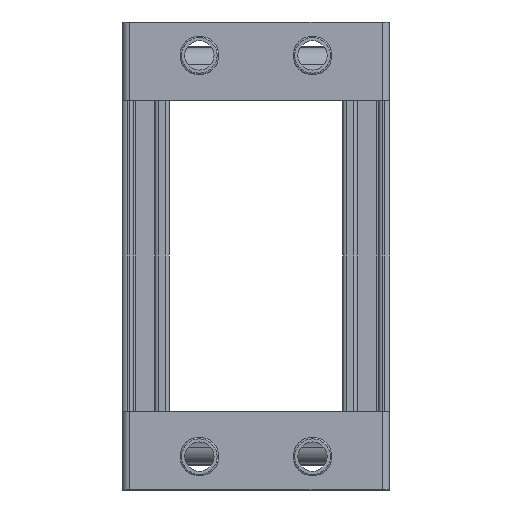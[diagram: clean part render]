
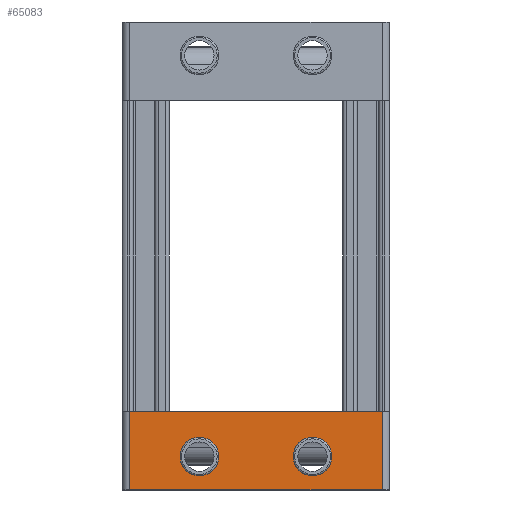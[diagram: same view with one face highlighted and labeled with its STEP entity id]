
A CAD part, left-side view. The second image highlights one B-rep face of the part: STEP entity #65083.
In plain terms, the highlighted planar face has unit normal (-1, 0, 0).
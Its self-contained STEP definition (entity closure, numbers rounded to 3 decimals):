
#520 = VERTEX_POINT ( 'NONE', #118250 ) ;
#3569 = DIRECTION ( 'NONE',  ( 1., 0., 0. ) ) ;
#4884 = CARTESIAN_POINT ( 'NONE',  ( -162.222, 71.389, -47.366 ) ) ;
#5027 = CARTESIAN_POINT ( 'NONE',  ( -162.222, 120.424, -42.366 ) ) ;
#6000 = VERTEX_POINT ( 'NONE', #44545 ) ;
#6679 = EDGE_CURVE ( 'NONE', #12955, #108941, #169378, .T. ) ;
#6693 = AXIS2_PLACEMENT_3D ( 'NONE', #178587, #120171, #49063 ) ;
#12955 = VERTEX_POINT ( 'NONE', #100723 ) ;
#17858 = ORIENTED_EDGE ( 'NONE', *, *, #108527, .F. ) ;
#18464 = FACE_BOUND ( 'NONE', #167946, .T. ) ;
#20448 = EDGE_CURVE ( 'NONE', #66883, #132336, #75361, .T. ) ;
#21519 = AXIS2_PLACEMENT_3D ( 'NONE', #136306, #122455, #121837 ) ;
#21941 = DIRECTION ( 'NONE',  ( 0., 0., 1. ) ) ;
#22379 = EDGE_CURVE ( 'NONE', #6000, #520, #142529, .T. ) ;
#23579 = CARTESIAN_POINT ( 'NONE',  ( -162.222, 95.914, -32.166 ) ) ;
#25232 = CARTESIAN_POINT ( 'NONE',  ( -162.222, 71.389, -130.327 ) ) ;
#30409 = EDGE_CURVE ( 'NONE', #132336, #66883, #79673, .T. ) ;
#33424 = EDGE_CURVE ( 'NONE', #108941, #12955, #103423, .T. ) ;
#36706 = ORIENTED_EDGE ( 'NONE', *, *, #20448, .T. ) ;
#38792 = CARTESIAN_POINT ( 'NONE',  ( -162.222, 84.907, -40.866 ) ) ;
#40603 = AXIS2_PLACEMENT_3D ( 'NONE', #38792, #79680, #138800 ) ;
#44545 = CARTESIAN_POINT ( 'NONE',  ( -162.222, 120.424, -47.366 ) ) ;
#46236 = ORIENTED_EDGE ( 'NONE', *, *, #6679, .T. ) ;
#49063 = DIRECTION ( 'NONE',  ( 0., 0., 1. ) ) ;
#53291 = EDGE_CURVE ( 'NONE', #6000, #97546, #116760, .T. ) ;
#56176 = CARTESIAN_POINT ( 'NONE',  ( -162.222, 121.924, -47.366 ) ) ;
#65083 = ADVANCED_FACE ( 'NONE', ( #162499, #18464, #167072 ), #165362, .T. ) ;
#66592 = CARTESIAN_POINT ( 'NONE',  ( -162.222, 121.924, -130.327 ) ) ;
#66883 = VERTEX_POINT ( 'NONE', #173381 ) ;
#67728 = CARTESIAN_POINT ( 'NONE',  ( -162.222, 71.389, -32.166 ) ) ;
#70620 = DIRECTION ( 'NONE',  ( 0., -1., 0. ) ) ;
#75361 = CIRCLE ( 'NONE', #133770, 3.75 ) ;
#78214 = AXIS2_PLACEMENT_3D ( 'NONE', #66592, #106865, #21941 ) ;
#79673 = CIRCLE ( 'NONE', #40603, 3.75 ) ;
#79680 = DIRECTION ( 'NONE',  ( 1., 0., 0. ) ) ;
#80726 = LINE ( 'NONE', #25232, #137038 ) ;
#83178 = LINE ( 'NONE', #23579, #114819 ) ;
#93686 = EDGE_LOOP ( 'NONE', ( #46236, #154672 ) ) ;
#95874 = ORIENTED_EDGE ( 'NONE', *, *, #22379, .F. ) ;
#97546 = VERTEX_POINT ( 'NONE', #4884 ) ;
#100723 = CARTESIAN_POINT ( 'NONE',  ( -162.222, 106.907, -37.116 ) ) ;
#103423 = CIRCLE ( 'NONE', #21519, 3.75 ) ;
#104188 = DIRECTION ( 'NONE',  ( 0., 0., 1. ) ) ;
#106865 = DIRECTION ( 'NONE',  ( -1., 0., 0. ) ) ;
#108527 = EDGE_CURVE ( 'NONE', #520, #156176, #83178, .T. ) ;
#108941 = VERTEX_POINT ( 'NONE', #167424 ) ;
#114819 = VECTOR ( 'NONE', #136831, 1000. ) ;
#116760 = LINE ( 'NONE', #56176, #163991 ) ;
#118250 = CARTESIAN_POINT ( 'NONE',  ( -162.222, 120.424, -32.166 ) ) ;
#119912 = CARTESIAN_POINT ( 'NONE',  ( -162.222, 84.907, -40.866 ) ) ;
#120171 = DIRECTION ( 'NONE',  ( 1., 0., 0. ) ) ;
#121837 = DIRECTION ( 'NONE',  ( 0., 0., 1. ) ) ;
#122455 = DIRECTION ( 'NONE',  ( 1., 0., 0. ) ) ;
#125876 = DIRECTION ( 'NONE',  ( 0., 0., -1. ) ) ;
#132336 = VERTEX_POINT ( 'NONE', #174470 ) ;
#133770 = AXIS2_PLACEMENT_3D ( 'NONE', #119912, #3569, #104188 ) ;
#134653 = DIRECTION ( 'NONE',  ( 0., 0., 1. ) ) ;
#135977 = EDGE_LOOP ( 'NONE', ( #17858, #95874, #159642, #158157 ) ) ;
#136306 = CARTESIAN_POINT ( 'NONE',  ( -162.222, 106.907, -40.866 ) ) ;
#136831 = DIRECTION ( 'NONE',  ( 0., -1., 0. ) ) ;
#137038 = VECTOR ( 'NONE', #125876, 1000. ) ;
#138800 = DIRECTION ( 'NONE',  ( 0., 0., 1. ) ) ;
#142529 = LINE ( 'NONE', #5027, #165080 ) ;
#143646 = ORIENTED_EDGE ( 'NONE', *, *, #30409, .T. ) ;
#145556 = EDGE_CURVE ( 'NONE', #156176, #97546, #80726, .T. ) ;
#154672 = ORIENTED_EDGE ( 'NONE', *, *, #33424, .T. ) ;
#156176 = VERTEX_POINT ( 'NONE', #67728 ) ;
#158157 = ORIENTED_EDGE ( 'NONE', *, *, #145556, .F. ) ;
#159642 = ORIENTED_EDGE ( 'NONE', *, *, #53291, .T. ) ;
#162499 = FACE_OUTER_BOUND ( 'NONE', #135977, .T. ) ;
#163991 = VECTOR ( 'NONE', #70620, 1000. ) ;
#165080 = VECTOR ( 'NONE', #134653, 1000. ) ;
#165362 = PLANE ( 'NONE',  #78214 ) ;
#167072 = FACE_BOUND ( 'NONE', #93686, .T. ) ;
#167424 = CARTESIAN_POINT ( 'NONE',  ( -162.222, 106.907, -44.616 ) ) ;
#167946 = EDGE_LOOP ( 'NONE', ( #36706, #143646 ) ) ;
#169378 = CIRCLE ( 'NONE', #6693, 3.75 ) ;
#173381 = CARTESIAN_POINT ( 'NONE',  ( -162.222, 84.907, -37.116 ) ) ;
#174470 = CARTESIAN_POINT ( 'NONE',  ( -162.222, 84.907, -44.616 ) ) ;
#178587 = CARTESIAN_POINT ( 'NONE',  ( -162.222, 106.907, -40.866 ) ) ;
